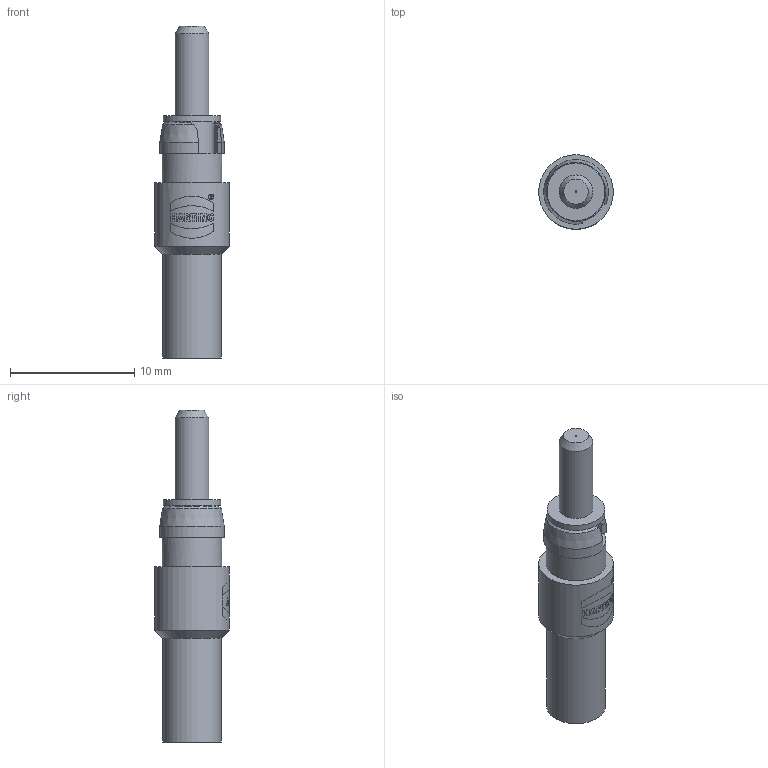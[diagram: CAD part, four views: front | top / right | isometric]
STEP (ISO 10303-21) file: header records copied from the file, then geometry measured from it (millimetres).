
FILE_DESCRIPTION(/* description */ (''),/* implementation_level */ '2;1');
FILE_NAME(/* name */ '100663052ugm000_b.stp',/* time_stamp */ '2017-10-26T13:24:20+02:00',/* author */ (''),/* organization */ (''),/* preprocessor_version */ 'ST-DEVELOPER v16',/* originating_system */ 'SIEMENS PLM Software NX 10.0',/* authorisation */ '');
FILE_SCHEMA (('AUTOMOTIVE_DESIGN { 1 0 10303 214 3 1 1 1 }'));
Length unit declared in the file: millimetre
Products named in the file (1): 100663052ugm000_b
Bounding box: 6 x 6 x 26.7 mm (x, y, z)
Volume: 305.6 mm3; surface area: 678.4 mm2
Topology: 1 solids, 2 shells, 56 faces, 180 edges, 147 vertices
Faces by surface type: cylinder 23, plane 13, bspline 9, revolution 6, cone 5
Full cylindrical faces by diameter (mm): 1.435 x1, 2.7 x1, 3.5 x1, 4.65 x1, 4.7 x1, 4.8 x1, 6 x1
Entity records: 2687 total; most frequent: CARTESIAN_POINT 861, ORIENTED_EDGE 316, DIRECTION 196, EDGE_CURVE 158, VERTEX_POINT 145, EDGE_LOOP 99, B_SPLINE_CURVE_WITH_KNOTS 99, AXIS2_PLACEMENT_3D 90
